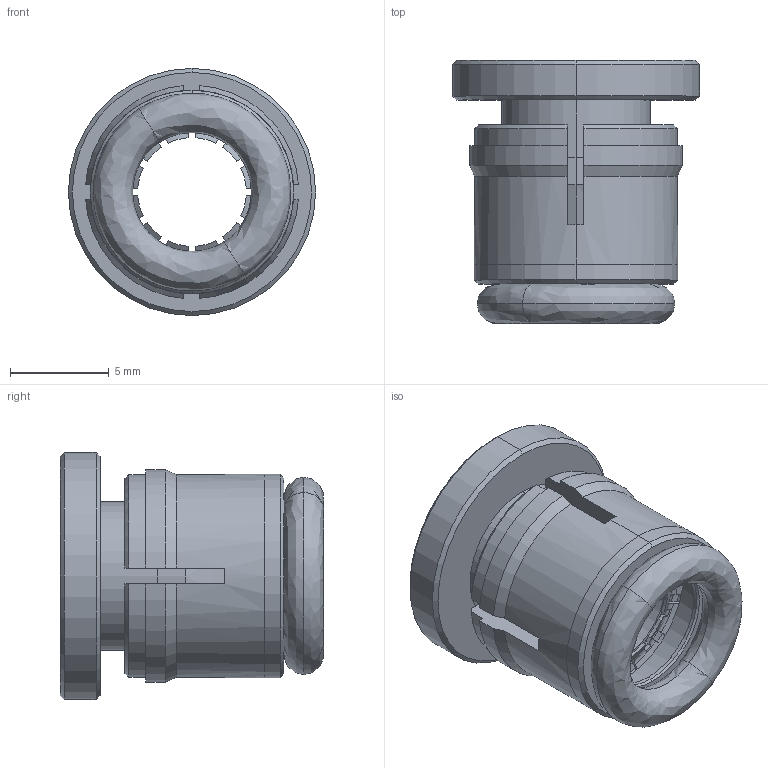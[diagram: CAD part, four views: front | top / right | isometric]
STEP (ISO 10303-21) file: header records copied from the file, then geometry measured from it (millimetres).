
FILE_DESCRIPTION (( 'STEP AP214' ), '1' );
FILE_NAME ('CFS1-4W.STEP', '2018-06-12T15:26:15', ( '' ), ( '' ), 'SwSTEP 2.0', 'SolidWorks 2016', '' );
FILE_SCHEMA (( 'AUTOMOTIVE_DESIGN' ));
Length unit declared in the file: millimetre
Products named in the file (1): CFS1-4W
Bounding box: 12.5 x 13.31 x 12.5 mm (x, y, z)
Volume: 573.1 mm3; surface area: 1529.6 mm2
Topology: 5 solids, 5 shells, 277 faces, 777 edges, 508 vertices
Faces by surface type: cone 101, plane 100, cylinder 46, bspline 30
Entity records: 12729 total; most frequent: CARTESIAN_POINT 2982, ORIENTED_EDGE 1554, DIRECTION 1198, EDGE_CURVE 777, VERTEX_POINT 508, AXIS2_PLACEMENT_3D 496, B_SPLINE_CURVE_WITH_KNOTS 323, EDGE_LOOP 285
